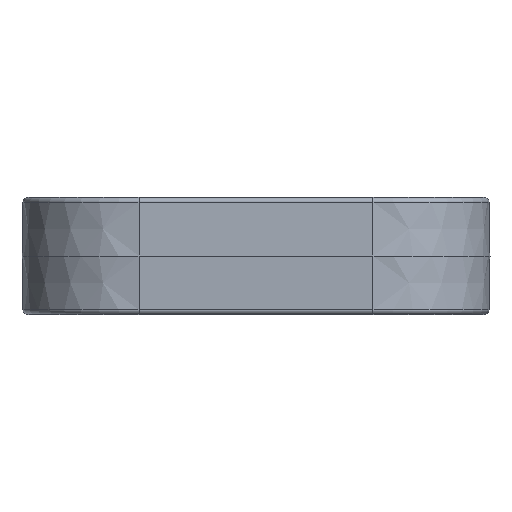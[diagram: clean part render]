
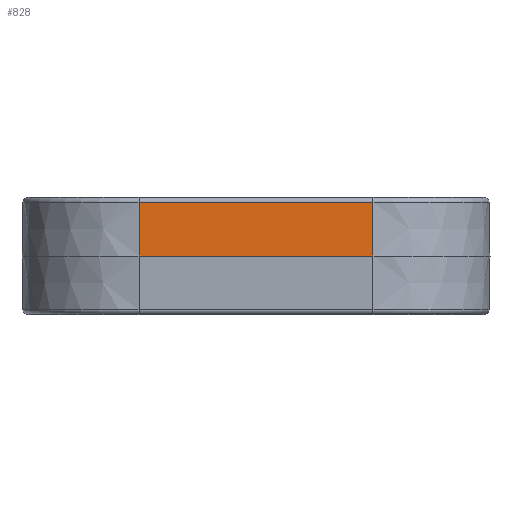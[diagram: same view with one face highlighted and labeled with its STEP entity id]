
A CAD part, left-side view. The second image highlights one B-rep face of the part: STEP entity #828.
In plain terms, the highlighted planar face has unit normal (-1, 0, 0.018).
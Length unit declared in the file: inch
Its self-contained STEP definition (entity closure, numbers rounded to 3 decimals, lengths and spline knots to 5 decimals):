
#76 = CARTESIAN_POINT ( 'NONE',  ( -0.25, 0., 0. ) ) ;
#185 = CARTESIAN_POINT ( 'NONE',  ( -0.24799, -0.5, 0.11517 ) ) ;
#772 = CARTESIAN_POINT ( 'NONE',  ( -0.25, 0., 0. ) ) ;
#820 = CARTESIAN_POINT ( 'NONE',  ( -0.25, -0.5, 0. ) ) ;
#828 = ADVANCED_FACE ( 'NONE', ( #8177 ), #959, .T. ) ;
#943 = ORIENTED_EDGE ( 'NONE', *, *, #4350, .T. ) ;
#959 = PLANE ( 'NONE',  #7686 ) ;
#1527 = LINE ( 'NONE', #820, #2498 ) ;
#1919 = LINE ( 'NONE', #7367, #9193 ) ;
#2498 = VECTOR ( 'NONE', #4449, 39.37008 ) ;
#2572 = VERTEX_POINT ( 'NONE', #9654 ) ;
#2952 = EDGE_CURVE ( 'NONE', #4892, #11210, #4125, .T. ) ;
#3196 = EDGE_CURVE ( 'NONE', #8019, #4892, #1919, .T. ) ;
#3351 = EDGE_LOOP ( 'NONE', ( #943, #3872, #10230, #10034 ) ) ;
#3435 = CARTESIAN_POINT ( 'NONE',  ( -0.24799, 0., 0.11517 ) ) ;
#3440 = VECTOR ( 'NONE', #6213, 39.37008 ) ;
#3577 = DIRECTION ( 'NONE',  ( 0.017, 0., 1. ) ) ;
#3872 = ORIENTED_EDGE ( 'NONE', *, *, #3196, .T. ) ;
#3879 = EDGE_CURVE ( 'NONE', #11210, #2572, #9846, .T. ) ;
#4125 = LINE ( 'NONE', #10463, #6017 ) ;
#4350 = EDGE_CURVE ( 'NONE', #2572, #8019, #1527, .T. ) ;
#4449 = DIRECTION ( 'NONE',  ( 0.017, 0., 1. ) ) ;
#4892 = VERTEX_POINT ( 'NONE', #3435 ) ;
#5944 = DIRECTION ( 'NONE',  ( -0.017, 0., -1. ) ) ;
#6017 = VECTOR ( 'NONE', #5944, 39.37008 ) ;
#6213 = DIRECTION ( 'NONE',  ( 0., -1., 0. ) ) ;
#7367 = CARTESIAN_POINT ( 'NONE',  ( -0.24799, 0., 0.11517 ) ) ;
#7686 = AXIS2_PLACEMENT_3D ( 'NONE', #76, #9811, #3577 ) ;
#8019 = VERTEX_POINT ( 'NONE', #185 ) ;
#8177 = FACE_OUTER_BOUND ( 'NONE', #3351, .T. ) ;
#9193 = VECTOR ( 'NONE', #9211, 39.37008 ) ;
#9211 = DIRECTION ( 'NONE',  ( 0., 1., 0. ) ) ;
#9654 = CARTESIAN_POINT ( 'NONE',  ( -0.25, -0.5, 0. ) ) ;
#9811 = DIRECTION ( 'NONE',  ( -1., 0., 0.017 ) ) ;
#9846 = LINE ( 'NONE', #772, #3440 ) ;
#10034 = ORIENTED_EDGE ( 'NONE', *, *, #3879, .T. ) ;
#10230 = ORIENTED_EDGE ( 'NONE', *, *, #2952, .T. ) ;
#10463 = CARTESIAN_POINT ( 'NONE',  ( -0.25, 0., 0. ) ) ;
#10904 = CARTESIAN_POINT ( 'NONE',  ( -0.25, 0., 0. ) ) ;
#11210 = VERTEX_POINT ( 'NONE', #10904 ) ;
